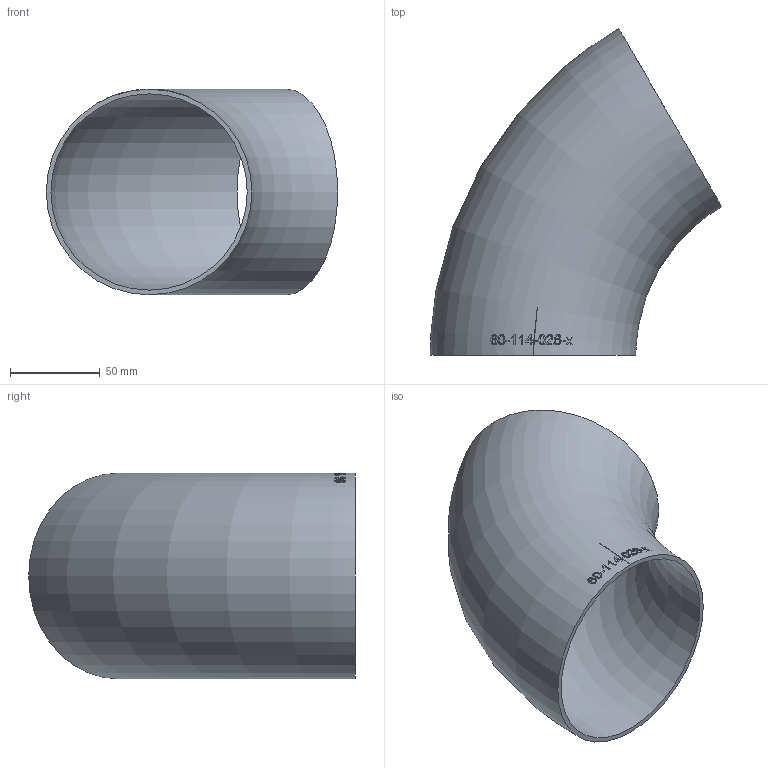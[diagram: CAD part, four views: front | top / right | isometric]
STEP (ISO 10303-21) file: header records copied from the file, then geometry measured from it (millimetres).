
FILE_DESCRIPTION (( 'STEP AP214' ), '1' );
FILE_NAME ('60-114-026-x Bogen 2004.STEP', '2020-04-22T09:17:59', ( '' ), ( '' ), 'SwSTEP 2.0', 'SolidWorks 2019', '' );
FILE_SCHEMA (( 'AUTOMOTIVE_DESIGN' ));
Length unit declared in the file: millimetre
Products named in the file (1): 60-114-026-x Bogen 2004
Bounding box: 161.97 x 181.56 x 114.3 mm (x, y, z)
Volume: 145702.4 mm3; surface area: 113914.1 mm2
Topology: 1 solids, 1 shells, 141 faces, 367 edges, 245 vertices
Faces by surface type: bspline 120, torus 19, plane 2
Entity records: 20631 total; most frequent: CARTESIAN_POINT 16757, ORIENTED_EDGE 728, EDGE_CURVE 364, B_SPLINE_CURVE_WITH_KNOTS 360, VERTEX_POINT 244, EDGE_LOOP 162, FACE_OUTER_BOUND 143, ADVANCED_FACE 141
